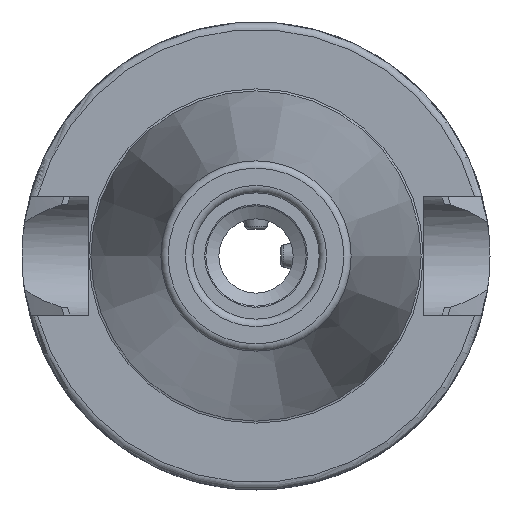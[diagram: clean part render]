
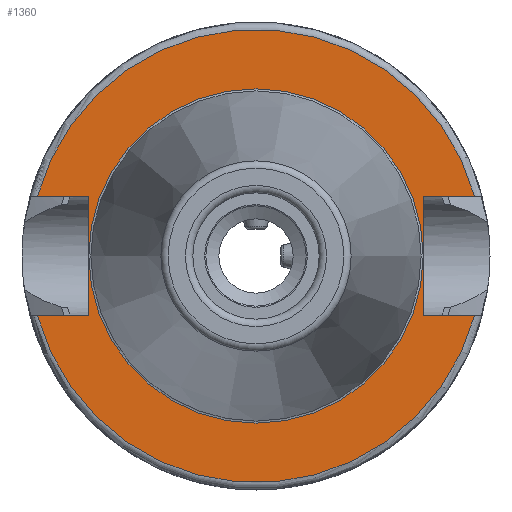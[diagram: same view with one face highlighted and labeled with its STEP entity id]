
A CAD part, left-side view. The second image highlights one B-rep face of the part: STEP entity #1360.
In plain terms, the highlighted planar face has unit normal (-1, 0, 0).
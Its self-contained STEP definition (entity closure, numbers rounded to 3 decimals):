
#51=FACE_BOUND('',#268,.T.);
#67=PLANE('',#1563);
#181=FACE_OUTER_BOUND('',#267,.T.);
#267=EDGE_LOOP('',(#1147,#1148,#1149,#1150,#1151,#1152,#1153,#1154));
#268=EDGE_LOOP('',(#1155));
#331=LINE('',#2421,#416);
#335=LINE('',#2429,#420);
#338=LINE('',#2449,#423);
#349=LINE('',#2549,#434);
#352=LINE('',#2570,#437);
#354=LINE('',#2573,#439);
#416=VECTOR('',#1780,10.);
#420=VECTOR('',#1786,10.);
#423=VECTOR('',#1791,10.);
#434=VECTOR('',#1846,10.);
#437=VECTOR('',#1851,10.);
#439=VECTOR('',#1855,10.);
#519=CIRCLE('',#1540,30.5);
#531=CIRCLE('',#1562,22.5);
#532=CIRCLE('',#1564,30.5);
#618=VERTEX_POINT('',#2409);
#619=VERTEX_POINT('',#2420);
#621=VERTEX_POINT('',#2426);
#622=VERTEX_POINT('',#2428);
#637=VERTEX_POINT('',#2509);
#644=VERTEX_POINT('',#2546);
#645=VERTEX_POINT('',#2548);
#649=VERTEX_POINT('',#2569);
#657=VERTEX_POINT('',#2599);
#771=EDGE_CURVE('',#619,#618,#331,.T.);
#775=EDGE_CURVE('',#622,#621,#335,.T.);
#780=EDGE_CURVE('',#621,#619,#338,.T.);
#800=EDGE_CURVE('',#622,#637,#519,.T.);
#810=EDGE_CURVE('',#645,#644,#349,.T.);
#815=EDGE_CURVE('',#649,#637,#352,.T.);
#817=EDGE_CURVE('',#644,#649,#354,.T.);
#831=EDGE_CURVE('',#657,#657,#531,.T.);
#832=EDGE_CURVE('',#645,#618,#532,.T.);
#1147=ORIENTED_EDGE('',*,*,#771,.T.);
#1148=ORIENTED_EDGE('',*,*,#832,.F.);
#1149=ORIENTED_EDGE('',*,*,#810,.T.);
#1150=ORIENTED_EDGE('',*,*,#817,.T.);
#1151=ORIENTED_EDGE('',*,*,#815,.T.);
#1152=ORIENTED_EDGE('',*,*,#800,.F.);
#1153=ORIENTED_EDGE('',*,*,#775,.T.);
#1154=ORIENTED_EDGE('',*,*,#780,.T.);
#1155=ORIENTED_EDGE('',*,*,#831,.T.);
#1360=ADVANCED_FACE('',(#181,#51),#67,.T.);
#1540=AXIS2_PLACEMENT_3D('',#2510,#1833,#1834);
#1562=AXIS2_PLACEMENT_3D('',#2601,#1891,#1892);
#1563=AXIS2_PLACEMENT_3D('',#2602,#1893,#1894);
#1564=AXIS2_PLACEMENT_3D('',#2603,#1895,#1896);
#1780=DIRECTION('',(0.,-1.,0.));
#1786=DIRECTION('',(0.,1.,0.));
#1791=DIRECTION('',(0.,0.,1.));
#1833=DIRECTION('center_axis',(1.,0.,0.));
#1834=DIRECTION('ref_axis',(0.,0.,-1.));
#1846=DIRECTION('',(0.,-1.,0.));
#1851=DIRECTION('',(0.,1.,0.));
#1855=DIRECTION('',(0.,0.,-1.));
#1891=DIRECTION('center_axis',(1.,0.,0.));
#1892=DIRECTION('ref_axis',(0.,0.,-1.));
#1893=DIRECTION('center_axis',(-1.,0.,0.));
#1894=DIRECTION('ref_axis',(0.,0.,1.));
#1895=DIRECTION('center_axis',(1.,0.,0.));
#1896=DIRECTION('ref_axis',(0.,0.,-1.));
#2409=CARTESIAN_POINT('',(2.,-29.418,8.05));
#2420=CARTESIAN_POINT('',(2.,-22.6,8.05));
#2421=CARTESIAN_POINT('',(2.,3.95,8.05));
#2426=CARTESIAN_POINT('',(2.,-22.6,-8.05));
#2428=CARTESIAN_POINT('',(2.,-29.418,-8.05));
#2429=CARTESIAN_POINT('',(2.,3.95,-8.05));
#2449=CARTESIAN_POINT('',(2.,-22.6,0.));
#2509=CARTESIAN_POINT('',(2.,29.418,-8.05));
#2510=CARTESIAN_POINT('Origin',(2.,0.,0.));
#2546=CARTESIAN_POINT('',(2.,22.6,8.05));
#2548=CARTESIAN_POINT('',(2.,29.418,8.05));
#2549=CARTESIAN_POINT('',(2.,26.55,8.05));
#2569=CARTESIAN_POINT('',(2.,22.6,-8.05));
#2570=CARTESIAN_POINT('',(2.,26.55,-8.05));
#2573=CARTESIAN_POINT('',(2.,22.6,0.));
#2599=CARTESIAN_POINT('',(2.,0.,22.5));
#2601=CARTESIAN_POINT('Origin',(2.,0.,0.));
#2602=CARTESIAN_POINT('Origin',(2.,30.5,0.));
#2603=CARTESIAN_POINT('Origin',(2.,0.,0.));
